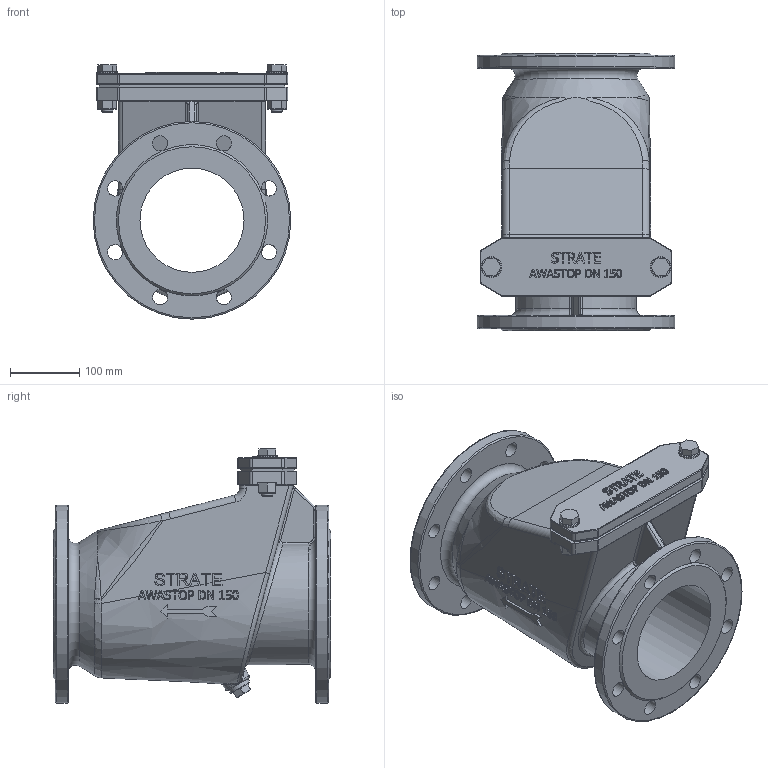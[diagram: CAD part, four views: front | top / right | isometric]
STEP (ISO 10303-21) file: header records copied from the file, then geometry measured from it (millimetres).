
FILE_DESCRIPTION(/* description */ (''),/* implementation_level */ '2;1');
FILE_NAME(/* name */ 'Awastop DN 150.stp',/* time_stamp */ '2019-08-14T13:04:29+02:00',/* author */ ('aunrein'),/* organization */ (''),/* preprocessor_version */ 'ST-DEVELOPER v16.13',/* originating_system */ 'Autodesk Inventor 2018',/* authorisation */ '');
FILE_SCHEMA (('AUTOMOTIVE_DESIGN { 1 0 10303 214 3 1 1 }'));
Products named in the file (1): Awastop_DN150_dummy
Bounding box: 285 x 400 x 366.5 mm (x, y, z)
Volume: 11212580 mm3; surface area: 767910.4 mm2
Topology: 1 solids, 1 shells, 1147 faces, 3350 edges, 2264 vertices
Faces by surface type: plane 610, bspline 343, cylinder 132, torus 46, sphere 14, cone 2
Full cylindrical faces by diameter (mm): 16 x2, 22 x16, 30 x2, 32 x1, 150 x1, 285 x2
Entity records: 53902 total; most frequent: CARTESIAN_POINT 26008, ORIENTED_EDGE 6574, DIRECTION 4449, EDGE_CURVE 3287, VERTEX_POINT 2241, LINE 1863, VECTOR 1863, AXIS2_PLACEMENT_3D 1293
